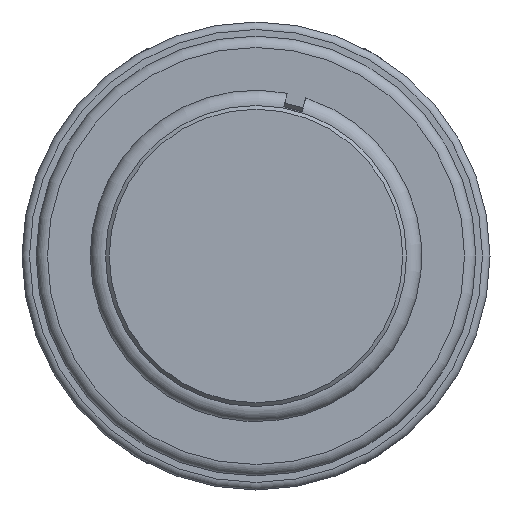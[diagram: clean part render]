
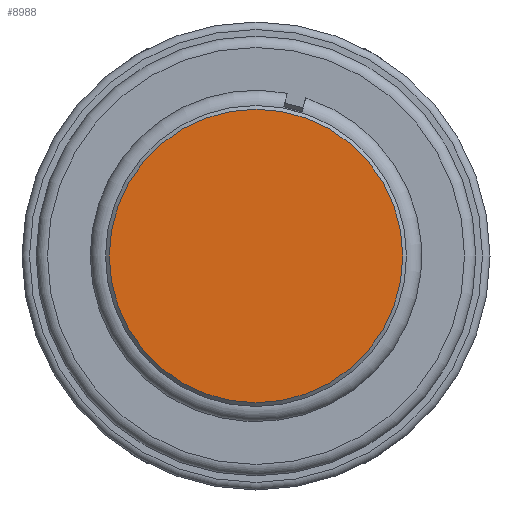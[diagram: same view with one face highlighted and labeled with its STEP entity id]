
A CAD part, left-side view. The second image highlights one B-rep face of the part: STEP entity #8988.
In plain terms, the highlighted planar face has unit normal (-1, 0, 0).
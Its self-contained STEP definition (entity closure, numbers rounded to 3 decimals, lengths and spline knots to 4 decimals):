
#894=CIRCLE('',#9543,7.775);
#2162=PLANE('',#9542);
#2873=FACE_OUTER_BOUND('',#3372,.T.);
#3372=EDGE_LOOP('',(#6264));
#3965=VERTEX_POINT('',#11775);
#4887=EDGE_CURVE('',#3965,#3965,#894,.T.);
#6264=ORIENTED_EDGE('',*,*,#4887,.F.);
#8988=ADVANCED_FACE('',(#2873),#2162,.T.);
#9542=AXIS2_PLACEMENT_3D('',#11774,#10153,#10154);
#9543=AXIS2_PLACEMENT_3D('',#11776,#10155,#10156);
#10153=DIRECTION('center_axis',(-1.,0.,0.));
#10154=DIRECTION('ref_axis',(0.,0.,1.));
#10155=DIRECTION('center_axis',(1.,0.,0.));
#10156=DIRECTION('ref_axis',(0.,1.,0.));
#11774=CARTESIAN_POINT('Origin',(0.,-6.7875,0.));
#11775=CARTESIAN_POINT('',(0.,-7.775,0.));
#11776=CARTESIAN_POINT('Origin',(0.,0.,0.));
